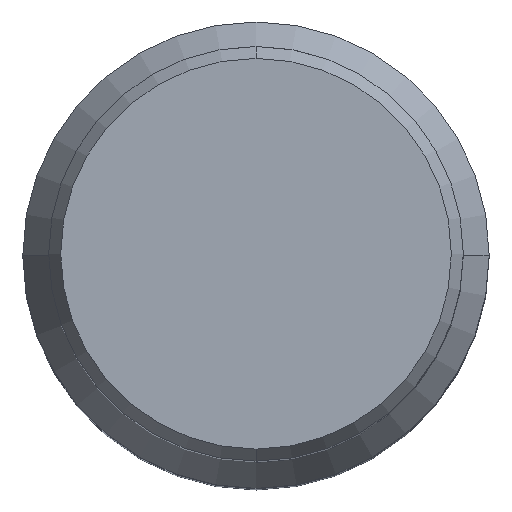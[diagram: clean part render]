
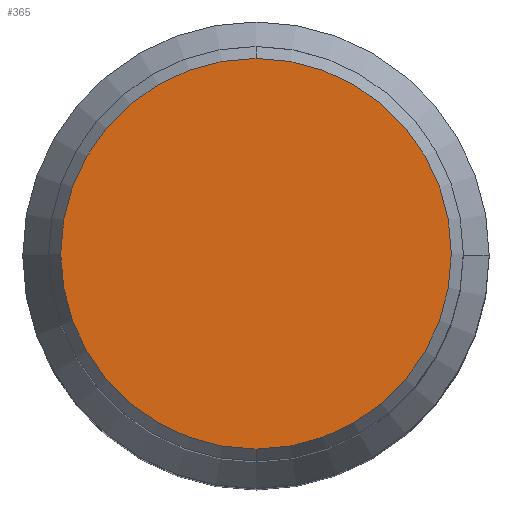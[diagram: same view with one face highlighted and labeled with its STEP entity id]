
A CAD part, top view. The second image highlights one B-rep face of the part: STEP entity #365.
In plain terms, the highlighted planar face has unit normal (0, 0, 1).
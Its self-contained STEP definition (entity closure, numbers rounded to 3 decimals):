
#261=EDGE_CURVE('',#329,#379,#627,.T.);
#329=VERTEX_POINT('',#702);
#365=ADVANCED_FACE('',(#744),#745,.T.);
#379=VERTEX_POINT('',#759);
#421=EDGE_CURVE('',#379,#329,#805,.T.);
#627=CIRCLE('',#1063,15.076);
#702=CARTESIAN_POINT('',(0.,-15.076,0.0));
#744=FACE_OUTER_BOUND('',#1455,.T.);
#745=PLANE('',#1456);
#759=CARTESIAN_POINT('',(0.0,15.076,0.0));
#805=CIRCLE('',#1641,15.076);
#1063=AXIS2_PLACEMENT_3D('',#1890,#1891,#1892);
#1455=EDGE_LOOP('',(#2021,#2022));
#1456=AXIS2_PLACEMENT_3D('',#2023,#2024,#2025);
#1641=AXIS2_PLACEMENT_3D('',#2078,#2079,#2080);
#1890=CARTESIAN_POINT('',(0.0,0.0,0.0));
#1891=DIRECTION('',(0.0,0.0,-1.0));
#1892=DIRECTION('',(0.0,1.0,0.0));
#2021=ORIENTED_EDGE('',*,*,#421,.F.);
#2022=ORIENTED_EDGE('',*,*,#261,.F.);
#2023=CARTESIAN_POINT('',(0.0,7.538,0.0));
#2024=DIRECTION('',(-0.0,0.0,1.0));
#2025=DIRECTION('',(0.0,-1.0,0.0));
#2078=CARTESIAN_POINT('',(0.0,0.0,0.0));
#2079=DIRECTION('',(0.0,0.0,-1.0));
#2080=DIRECTION('',(0.0,1.0,0.0));
